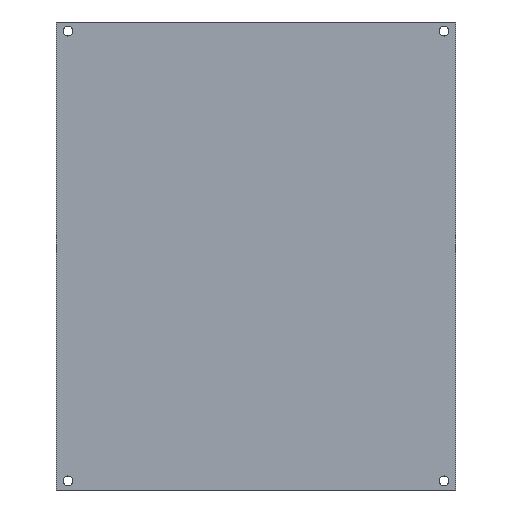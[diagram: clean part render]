
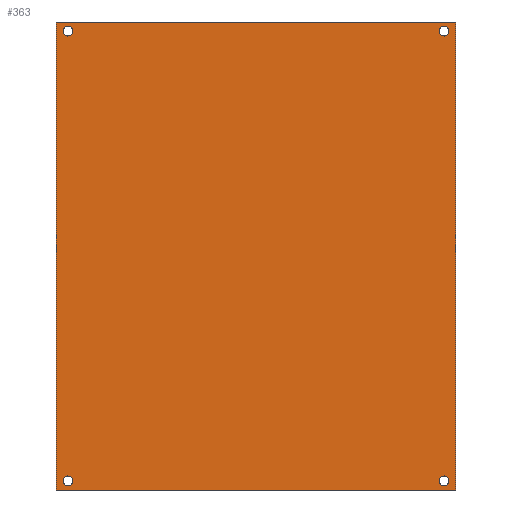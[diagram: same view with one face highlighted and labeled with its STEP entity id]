
A CAD part, front view. The second image highlights one B-rep face of the part: STEP entity #363.
In plain terms, the highlighted planar face has unit normal (0, -1, 0).
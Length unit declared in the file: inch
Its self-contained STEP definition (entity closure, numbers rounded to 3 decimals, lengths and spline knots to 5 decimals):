
#14 = ORIENTED_EDGE ( 'NONE', *, *, #141, .T. ) ;
#18 = DIRECTION ( 'NONE',  ( 1., 0., 0. ) ) ;
#22 = CARTESIAN_POINT ( 'NONE',  ( 5.125, 0., 6.125 ) ) ;
#31 = DIRECTION ( 'NONE',  ( 0., 1., 0. ) ) ;
#32 = CARTESIAN_POINT ( 'NONE',  ( -5.4375, 0., -6.375 ) ) ;
#34 = DIRECTION ( 'NONE',  ( 0., 0., -1. ) ) ;
#48 = ORIENTED_EDGE ( 'NONE', *, *, #339, .T. ) ;
#53 = VERTEX_POINT ( 'NONE', #178 ) ;
#54 = CARTESIAN_POINT ( 'NONE',  ( -5.125, 0., -6.2575 ) ) ;
#61 = VECTOR ( 'NONE', #445, 39.37008 ) ;
#66 = ORIENTED_EDGE ( 'NONE', *, *, #211, .T. ) ;
#70 = FACE_BOUND ( 'NONE', #74, .T. ) ;
#74 = EDGE_LOOP ( 'NONE', ( #14 ) ) ;
#77 = CARTESIAN_POINT ( 'NONE',  ( -5.4375, 0., -6.375 ) ) ;
#82 = LINE ( 'NONE', #77, #509 ) ;
#85 = VERTEX_POINT ( 'NONE', #418 ) ;
#90 = LINE ( 'NONE', #319, #61 ) ;
#103 = VERTEX_POINT ( 'NONE', #331 ) ;
#108 = EDGE_CURVE ( 'NONE', #463, #85, #228, .T. ) ;
#112 = DIRECTION ( 'NONE',  ( 0., 1., 0. ) ) ;
#113 = VERTEX_POINT ( 'NONE', #500 ) ;
#115 = AXIS2_PLACEMENT_3D ( 'NONE', #258, #212, #294 ) ;
#118 = DIRECTION ( 'NONE',  ( 0., 0., -1. ) ) ;
#133 = ORIENTED_EDGE ( 'NONE', *, *, #389, .T. ) ;
#141 = EDGE_CURVE ( 'NONE', #53, #53, #374, .T. ) ;
#145 = FACE_OUTER_BOUND ( 'NONE', #436, .T. ) ;
#157 = AXIS2_PLACEMENT_3D ( 'NONE', #325, #31, #118 ) ;
#172 = DIRECTION ( 'NONE',  ( -1., 0., 0. ) ) ;
#178 = CARTESIAN_POINT ( 'NONE',  ( 5.125, 0., 5.9925 ) ) ;
#198 = ORIENTED_EDGE ( 'NONE', *, *, #231, .T. ) ;
#206 = VECTOR ( 'NONE', #172, 39.37008 ) ;
#207 = PLANE ( 'NONE',  #300 ) ;
#211 = EDGE_CURVE ( 'NONE', #85, #310, #90, .T. ) ;
#212 = DIRECTION ( 'NONE',  ( 0., 1., 0. ) ) ;
#213 = LINE ( 'NONE', #400, #206 ) ;
#228 = LINE ( 'NONE', #385, #451 ) ;
#229 = DIRECTION ( 'NONE',  ( 0., 0., -1. ) ) ;
#231 = EDGE_CURVE ( 'NONE', #103, #103, #483, .T. ) ;
#236 = CARTESIAN_POINT ( 'NONE',  ( 5.4375, 0., 6.375 ) ) ;
#238 = VERTEX_POINT ( 'NONE', #54 ) ;
#240 = CIRCLE ( 'NONE', #157, 0.1325 ) ;
#246 = CARTESIAN_POINT ( 'NONE',  ( -5.4375, 0., -6.375 ) ) ;
#257 = AXIS2_PLACEMENT_3D ( 'NONE', #394, #112, #476 ) ;
#258 = CARTESIAN_POINT ( 'NONE',  ( -5.125, 0., -6.125 ) ) ;
#272 = FACE_BOUND ( 'NONE', #317, .T. ) ;
#294 = DIRECTION ( 'NONE',  ( 0., 0., -1. ) ) ;
#300 = AXIS2_PLACEMENT_3D ( 'NONE', #32, #490, #402 ) ;
#310 = VERTEX_POINT ( 'NONE', #236 ) ;
#317 = EDGE_LOOP ( 'NONE', ( #485 ) ) ;
#319 = CARTESIAN_POINT ( 'NONE',  ( 5.4375, 0., -6.375 ) ) ;
#325 = CARTESIAN_POINT ( 'NONE',  ( -5.125, 0., 6.125 ) ) ;
#331 = CARTESIAN_POINT ( 'NONE',  ( 5.125, 0., -6.2575 ) ) ;
#336 = EDGE_LOOP ( 'NONE', ( #48 ) ) ;
#339 = EDGE_CURVE ( 'NONE', #113, #113, #240, .T. ) ;
#363 = ADVANCED_FACE ( 'NONE', ( #145, #272, #516, #443, #70 ), #207, .T. ) ;
#367 = ORIENTED_EDGE ( 'NONE', *, *, #378, .T. ) ;
#374 = CIRCLE ( 'NONE', #470, 0.1325 ) ;
#378 = EDGE_CURVE ( 'NONE', #452, #463, #82, .T. ) ;
#385 = CARTESIAN_POINT ( 'NONE',  ( -5.4375, 0., -6.375 ) ) ;
#389 = EDGE_CURVE ( 'NONE', #310, #452, #213, .T. ) ;
#394 = CARTESIAN_POINT ( 'NONE',  ( 5.125, 0., -6.125 ) ) ;
#400 = CARTESIAN_POINT ( 'NONE',  ( -5.4375, 0., 6.375 ) ) ;
#402 = DIRECTION ( 'NONE',  ( 0., 0., -1. ) ) ;
#408 = EDGE_CURVE ( 'NONE', #238, #238, #434, .T. ) ;
#418 = CARTESIAN_POINT ( 'NONE',  ( 5.4375, 0., -6.375 ) ) ;
#434 = CIRCLE ( 'NONE', #115, 0.1325 ) ;
#436 = EDGE_LOOP ( 'NONE', ( #66, #133, #367, #498 ) ) ;
#443 = FACE_BOUND ( 'NONE', #475, .T. ) ;
#445 = DIRECTION ( 'NONE',  ( 0., 0., 1. ) ) ;
#451 = VECTOR ( 'NONE', #18, 39.37008 ) ;
#452 = VERTEX_POINT ( 'NONE', #454 ) ;
#454 = CARTESIAN_POINT ( 'NONE',  ( -5.4375, 0., 6.375 ) ) ;
#463 = VERTEX_POINT ( 'NONE', #246 ) ;
#470 = AXIS2_PLACEMENT_3D ( 'NONE', #22, #503, #229 ) ;
#475 = EDGE_LOOP ( 'NONE', ( #198 ) ) ;
#476 = DIRECTION ( 'NONE',  ( 0., 0., -1. ) ) ;
#483 = CIRCLE ( 'NONE', #257, 0.1325 ) ;
#485 = ORIENTED_EDGE ( 'NONE', *, *, #408, .T. ) ;
#490 = DIRECTION ( 'NONE',  ( 0., -1., 0. ) ) ;
#498 = ORIENTED_EDGE ( 'NONE', *, *, #108, .T. ) ;
#500 = CARTESIAN_POINT ( 'NONE',  ( -5.125, 0., 5.9925 ) ) ;
#503 = DIRECTION ( 'NONE',  ( 0., 1., 0. ) ) ;
#509 = VECTOR ( 'NONE', #34, 39.37008 ) ;
#516 = FACE_BOUND ( 'NONE', #336, .T. ) ;
